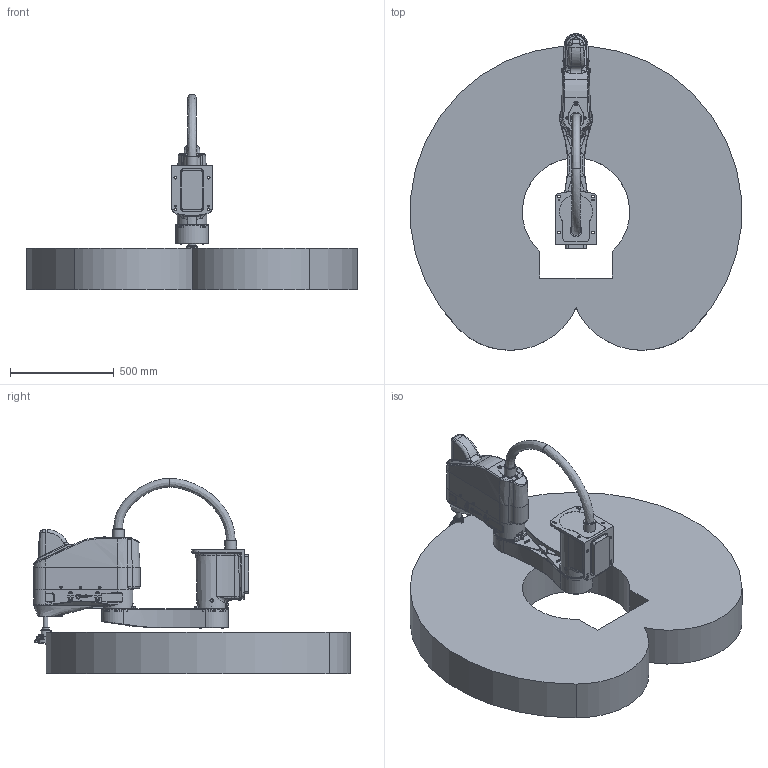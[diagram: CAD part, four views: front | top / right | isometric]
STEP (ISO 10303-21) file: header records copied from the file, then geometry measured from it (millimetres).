
FILE_DESCRIPTION(/* description */ ('Norm.iam Teamplte'),/* implementation_level */ '2;1');
FILE_NAME(/* name */ '3D-model_AT_00024-ATS_.stp',/* time_stamp */ '2024-03-15T12:26:35+01:00',/* author */ ('josha-tim.penalver'),/* organization */ (''),/* preprocessor_version */ 'ST-DEVELOPER v19.2',/* originating_system */ 'Autodesk Inventor 2023',/* authorisation */ '');
FILE_SCHEMA (('AUTOMOTIVE_DESIGN { 1 0 10303 214 3 1 1 }'));
Products named in the file (9): AT_00024-01-ATS_DUMMY sCara4-800-6kg; MT_WST00110984 Dummy Grundgestell; MT_WST00110983 Dummy Schwinge; MT_WST00114845 Dummy Arm; MT_WST00110973 Kabelbaum; MT_WST00109288 Dummy Handachse; MT_WST00068450MT_WST; MT_WST00068449MT_WST; MT_WST00110980 Arbeitsbereich
Assembly tree (10 placements, depth 2):
  AT_00024-01-ATS_DUMMY sCara4-800-6kg
    MT_WST00110984 Dummy Grundgestell
    MT_WST00110983 Dummy Schwinge
    MT_WST00114845 Dummy Arm
    MT_WST00110973 Kabelbaum
    MT_WST00109288 Dummy Handachse
    MT_WST00068450MT_WST  x2
    MT_WST00068449MT_WST  x2
    MT_WST00110980 Arbeitsbereich
Bounding box: 1593.91 x 1525.65 x 941 mm (x, y, z)
Volume: 362878076.1 mm3; surface area: 6390105.5 mm2
Topology: 12 solids, 14 shells, 2361 faces, 5688 edges, 3553 vertices
Faces by surface type: plane 887, cylinder 752, bspline 357, cone 246, torus 98, sphere 21
Full cylindrical faces by diameter (mm): 3 x1, 3.242 x56, 3.8 x2, 4 x14, 4.134 x14, 4.917 x12, 5 x1, 6 x11, 6.5 x4, 6.6 x2, 7.4 x4, 7.6 x8, 8 x2, 8.5 x16, 8.566 x4, 9 x4, 9.5 x8, 10 x12, 10.1 x2, 10.4 x2, 11 x8, 11.6 x9, 11.8 x8, 12 x2, 12.4 x8, 13 x8, 13.5 x9, 14 x1, 16 x1, 17 x1
Entity records: 88833 total; most frequent: CARTESIAN_POINT 34336, ORIENTED_EDGE 10860, DIRECTION 10661, EDGE_CURVE 5430, AXIS2_PLACEMENT_3D 4130, VERTEX_POINT 3450, EDGE_LOOP 2662, LINE 2401
